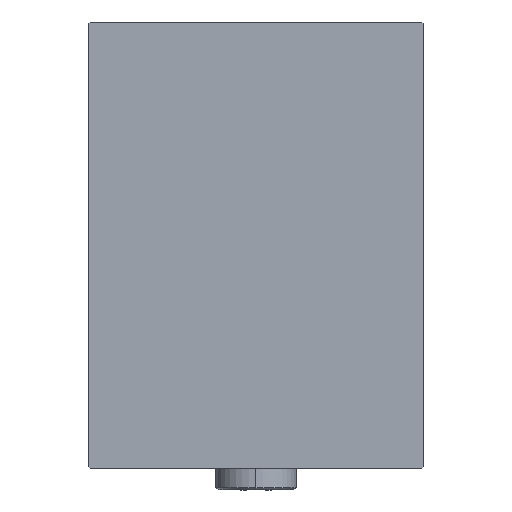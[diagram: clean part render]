
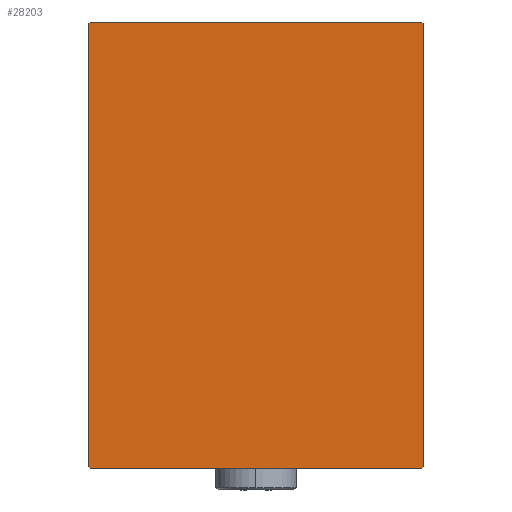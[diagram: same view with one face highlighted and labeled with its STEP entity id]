
A CAD part, left-side view. The second image highlights one B-rep face of the part: STEP entity #28203.
In plain terms, the highlighted face is planar.
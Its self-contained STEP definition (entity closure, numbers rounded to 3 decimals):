
#942 = VERTEX_POINT ( 'NONE', #40995 ) ;
#1447 = CARTESIAN_POINT ( 'NONE',  ( 98., 37.5, 49.7 ) ) ;
#1819 = LINE ( 'NONE', #22735, #9128 ) ;
#1920 = ORIENTED_EDGE ( 'NONE', *, *, #11861, .T. ) ;
#4320 = DIRECTION ( 'NONE',  ( 1., 0., 0. ) ) ;
#4756 = PLANE ( 'NONE',  #7289 ) ;
#5282 = EDGE_CURVE ( 'NONE', #39093, #39987, #13535, .T. ) ;
#6841 = CARTESIAN_POINT ( 'NONE',  ( 98., -43.6, 43.6 ) ) ;
#6859 = CARTESIAN_POINT ( 'NONE',  ( 98., 43.6, 43.6 ) ) ;
#7049 = VECTOR ( 'NONE', #22743, 1000. ) ;
#7289 = AXIS2_PLACEMENT_3D ( 'NONE', #18323, #4320, #17884 ) ;
#8132 = LINE ( 'NONE', #35092, #37711 ) ;
#9128 = VECTOR ( 'NONE', #28749, 1000. ) ;
#9397 = DIRECTION ( 'NONE',  ( 0., -1., 0. ) ) ;
#9465 = ORIENTED_EDGE ( 'NONE', *, *, #10053, .T. ) ;
#10053 = EDGE_CURVE ( 'NONE', #10269, #24011, #13734, .T. ) ;
#10122 = DIRECTION ( 'NONE',  ( 0., 0.707, 0.707 ) ) ;
#10269 = VERTEX_POINT ( 'NONE', #35555 ) ;
#10734 = DIRECTION ( 'NONE',  ( 0., 0., 1. ) ) ;
#11861 = EDGE_CURVE ( 'NONE', #24011, #43778, #1819, .T. ) ;
#12941 = ORIENTED_EDGE ( 'NONE', *, *, #5282, .T. ) ;
#13273 = EDGE_CURVE ( 'NONE', #942, #31357, #39701, .T. ) ;
#13316 = DIRECTION ( 'NONE',  ( 0., -0.707, 0.707 ) ) ;
#13535 = LINE ( 'NONE', #6859, #24557 ) ;
#13675 = LINE ( 'NONE', #16351, #36492 ) ;
#13734 = LINE ( 'NONE', #6841, #39699 ) ;
#14589 = DIRECTION ( 'NONE',  ( 0., 0.707, -0.707 ) ) ;
#14987 = FACE_OUTER_BOUND ( 'NONE', #16230, .T. ) ;
#16020 = VECTOR ( 'NONE', #10734, 1000. ) ;
#16230 = EDGE_LOOP ( 'NONE', ( #37911, #44030, #43711, #12941, #25859, #9465, #1920, #39939 ) ) ;
#16351 = CARTESIAN_POINT ( 'NONE',  ( 98., 43.6, -43.6 ) ) ;
#16411 = DIRECTION ( 'NONE',  ( 0., -0.707, -0.707 ) ) ;
#16544 = CARTESIAN_POINT ( 'NONE',  ( 98., -37.5, -49.7 ) ) ;
#16826 = EDGE_CURVE ( 'NONE', #39987, #10269, #34115, .T. ) ;
#17842 = LINE ( 'NONE', #41268, #16020 ) ;
#17884 = DIRECTION ( 'NONE',  ( 0., 0., -1. ) ) ;
#18323 = CARTESIAN_POINT ( 'NONE',  ( 98., 0., 0. ) ) ;
#20259 = EDGE_CURVE ( 'NONE', #43778, #942, #8132, .T. ) ;
#22735 = CARTESIAN_POINT ( 'NONE',  ( 98., -37.5, 50. ) ) ;
#22743 = DIRECTION ( 'NONE',  ( 0., 1., 0. ) ) ;
#24011 = VERTEX_POINT ( 'NONE', #31402 ) ;
#24557 = VECTOR ( 'NONE', #13316, 1000. ) ;
#25859 = ORIENTED_EDGE ( 'NONE', *, *, #16826, .T. ) ;
#28203 = ADVANCED_FACE ( 'NONE', ( #14987 ), #4756, .T. ) ;
#28749 = DIRECTION ( 'NONE',  ( 0., 0., -1. ) ) ;
#31357 = VERTEX_POINT ( 'NONE', #35785 ) ;
#31402 = CARTESIAN_POINT ( 'NONE',  ( 98., -37.5, 49.7 ) ) ;
#32401 = VERTEX_POINT ( 'NONE', #42057 ) ;
#33767 = EDGE_CURVE ( 'NONE', #31357, #32401, #13675, .T. ) ;
#33891 = CARTESIAN_POINT ( 'NONE',  ( 98., -37.5, -50. ) ) ;
#34115 = LINE ( 'NONE', #37463, #35480 ) ;
#35092 = CARTESIAN_POINT ( 'NONE',  ( 98., -43.6, -43.6 ) ) ;
#35480 = VECTOR ( 'NONE', #9397, 1000. ) ;
#35555 = CARTESIAN_POINT ( 'NONE',  ( 98., -37.2, 50. ) ) ;
#35785 = CARTESIAN_POINT ( 'NONE',  ( 98., 37.2, -50. ) ) ;
#36492 = VECTOR ( 'NONE', #10122, 1000. ) ;
#37463 = CARTESIAN_POINT ( 'NONE',  ( 98., 37.5, 50. ) ) ;
#37711 = VECTOR ( 'NONE', #14589, 1000. ) ;
#37911 = ORIENTED_EDGE ( 'NONE', *, *, #13273, .T. ) ;
#39093 = VERTEX_POINT ( 'NONE', #1447 ) ;
#39699 = VECTOR ( 'NONE', #16411, 1000. ) ;
#39701 = LINE ( 'NONE', #33891, #7049 ) ;
#39939 = ORIENTED_EDGE ( 'NONE', *, *, #20259, .T. ) ;
#39987 = VERTEX_POINT ( 'NONE', #42151 ) ;
#40995 = CARTESIAN_POINT ( 'NONE',  ( 98., -37.2, -50. ) ) ;
#41268 = CARTESIAN_POINT ( 'NONE',  ( 98., 37.5, -50. ) ) ;
#42057 = CARTESIAN_POINT ( 'NONE',  ( 98., 37.5, -49.7 ) ) ;
#42151 = CARTESIAN_POINT ( 'NONE',  ( 98., 37.2, 50. ) ) ;
#43017 = EDGE_CURVE ( 'NONE', #32401, #39093, #17842, .T. ) ;
#43711 = ORIENTED_EDGE ( 'NONE', *, *, #43017, .T. ) ;
#43778 = VERTEX_POINT ( 'NONE', #16544 ) ;
#44030 = ORIENTED_EDGE ( 'NONE', *, *, #33767, .T. ) ;
